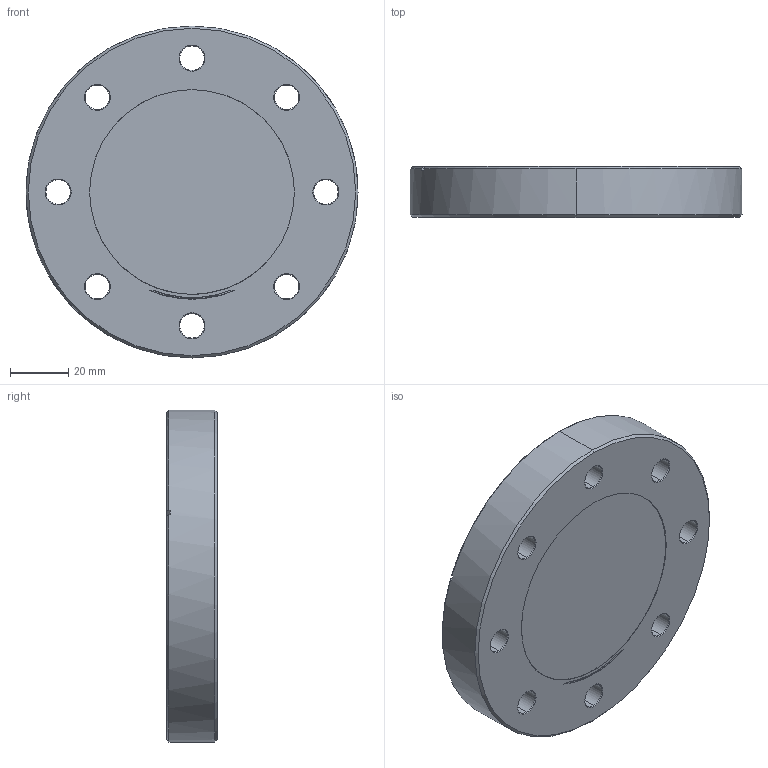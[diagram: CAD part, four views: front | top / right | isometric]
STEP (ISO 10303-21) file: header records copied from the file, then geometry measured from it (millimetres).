
FILE_DESCRIPTION (( 'STEP AP203' ), '1' );
FILE_NAME ('A21777-1-CF.STEP', '2020-11-06T16:11:44', ( '' ), ( '' ), 'SwSTEP 2.0', 'SolidWorks 2020', '' );
FILE_SCHEMA (( 'CONFIG_CONTROL_DESIGN' ));
Length unit declared in the file: inch
Products named in the file (1): A21777-1-CF
Bounding box: 114.3 x 17.48 x 114.3 mm (x, y, z)
Volume: 129111.4 mm3; surface area: 35306.1 mm2
Topology: 2 solids, 2 shells, 87 faces, 202 edges, 121 vertices
Faces by surface type: cone 41, cylinder 32, plane 14
Entity records: 2592 total; most frequent: DIRECTION 477, CARTESIAN_POINT 435, ORIENTED_EDGE 404, EDGE_CURVE 202, AXIS2_PLACEMENT_3D 195, VERTEX_POINT 121, EDGE_LOOP 107, CIRCLE 107
